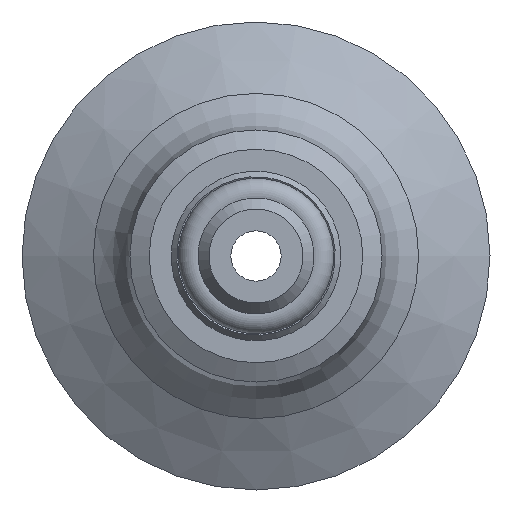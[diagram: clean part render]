
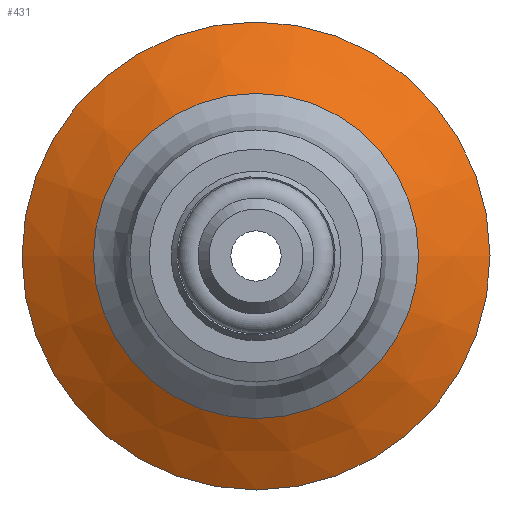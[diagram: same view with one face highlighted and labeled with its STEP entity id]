
A CAD part, left-side view. The second image highlights one B-rep face of the part: STEP entity #431.
In plain terms, the highlighted conical face has half-angle 60 degrees and reference radius 8.611 mm.
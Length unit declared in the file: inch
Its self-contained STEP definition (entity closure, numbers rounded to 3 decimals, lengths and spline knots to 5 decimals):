
#37=CONICAL_SURFACE('',#485,0.339,60.);
#103=FACE_BOUND('',#178,.T.);
#130=FACE_OUTER_BOUND('',#177,.T.);
#177=EDGE_LOOP('',(#351));
#178=EDGE_LOOP('',(#352));
#224=CIRCLE('',#478,0.4);
#227=CIRCLE('',#484,0.278);
#257=VERTEX_POINT('',#700);
#260=VERTEX_POINT('',#709);
#294=EDGE_CURVE('',#257,#257,#224,.T.);
#297=EDGE_CURVE('',#260,#260,#227,.T.);
#351=ORIENTED_EDGE('',*,*,#294,.F.);
#352=ORIENTED_EDGE('',*,*,#297,.T.);
#431=ADVANCED_FACE('',(#130,#103),#37,.T.);
#478=AXIS2_PLACEMENT_3D('',#701,#572,#573);
#484=AXIS2_PLACEMENT_3D('',#710,#584,#585);
#485=AXIS2_PLACEMENT_3D('',#711,#586,#587);
#572=DIRECTION('center_axis',(1.,0.,0.));
#573=DIRECTION('ref_axis',(0.,1.,-0.002));
#584=DIRECTION('center_axis',(1.,0.,0.));
#585=DIRECTION('ref_axis',(0.,1.,-0.002));
#586=DIRECTION('center_axis',(1.,0.,0.));
#587=DIRECTION('ref_axis',(0.,1.,-0.002));
#700=CARTESIAN_POINT('',(-0.18731,0.4,-0.00072));
#701=CARTESIAN_POINT('Origin',(-0.18731,0.,
0.));
#709=CARTESIAN_POINT('',(-0.25775,0.278,-0.0005));
#710=CARTESIAN_POINT('Origin',(-0.25775,0.,
0.));
#711=CARTESIAN_POINT('Origin',(-0.22253,0.,
0.));
